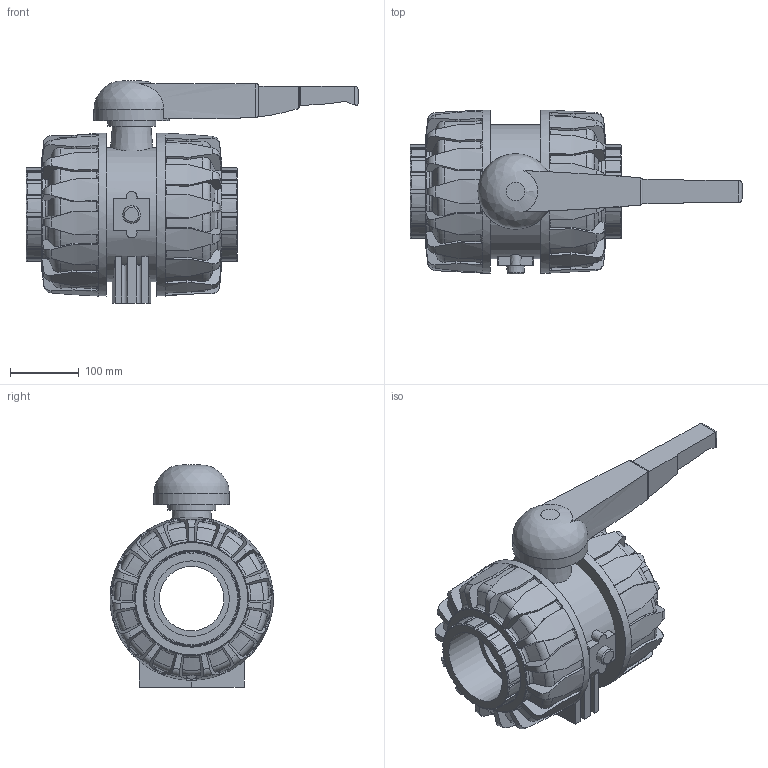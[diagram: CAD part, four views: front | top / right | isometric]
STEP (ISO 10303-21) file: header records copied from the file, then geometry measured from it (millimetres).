
FILE_DESCRIPTION(/* description */ (''),/* implementation_level */ '2;1');
FILE_NAME(/* name */ 'VKDFV400E.iam.stp',/* time_stamp */ '2013-10-01T10:35:04+02:00',/* author */ ('bfaro'),/* organization */ (''),/* preprocessor_version */ 'ST-DEVELOPER v15.2',/* originating_system */ 'Autodesk Inventor 2014',/* authorisation */ '');
FILE_SCHEMA (('AUTOMOTIVE_DESIGN { 1 0 10303 214 3 1 1 }'));
Length unit declared in the file: millimetre
Products named in the file (5): 1MNC110; ENDFV400; NTVKD110V; cassa VKD_110; VKDFV400E
Bounding box: 484 x 238.88 x 324 mm (x, y, z)
Volume: 8963191 mm3; surface area: 867629.8 mm2
Topology: 6 solids, 6 shells, 815 faces, 2275 edges, 1482 vertices
Faces by surface type: plane 301, cylinder 192, torus 159, cone 154, bspline 9
Full cylindrical faces by diameter (mm): 70 x1, 94 x2, 110 x2, 110.1 x2, 137 x2, 140.035 x2, 180 x2, 189.6 x2, 195.3 x1, 237.758 x2
Entity records: 18007 total; most frequent: CARTESIAN_POINT 7052, ORIENTED_EDGE 2448, DIRECTION 2053, EDGE_CURVE 1224, AXIS2_PLACEMENT_3D 846, VERTEX_POINT 811, EDGE_LOOP 479, B_SPLINE_CURVE_WITH_KNOTS 465
